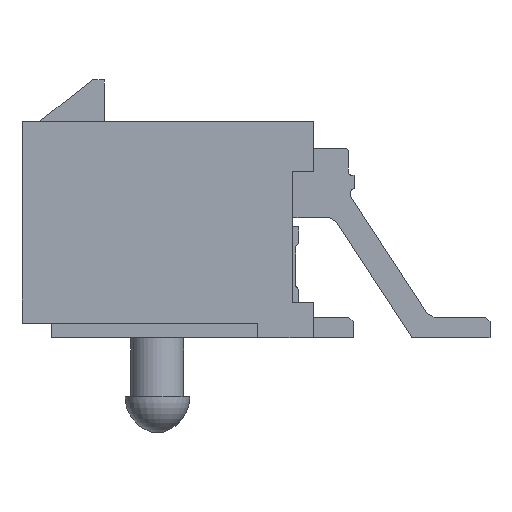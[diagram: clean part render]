
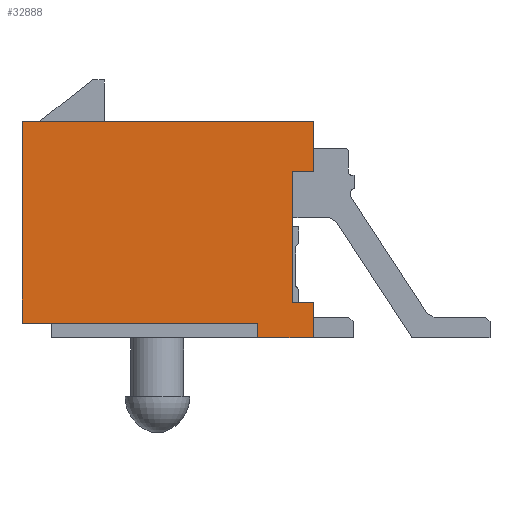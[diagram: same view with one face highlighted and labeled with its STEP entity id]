
A CAD part, left-side view. The second image highlights one B-rep face of the part: STEP entity #32888.
In plain terms, the highlighted planar face has unit normal (-1, 0, 0).
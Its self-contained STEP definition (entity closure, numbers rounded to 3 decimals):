
#2658=ORIENTED_EDGE('',*,*,#9040,.F.);
#2659=ORIENTED_EDGE('',*,*,#8869,.T.);
#2660=ORIENTED_EDGE('',*,*,#9106,.T.);
#2661=ORIENTED_EDGE('',*,*,#9107,.T.);
#2662=ORIENTED_EDGE('',*,*,#9108,.T.);
#2663=ORIENTED_EDGE('',*,*,#9109,.T.);
#2664=ORIENTED_EDGE('',*,*,#9110,.T.);
#2665=ORIENTED_EDGE('',*,*,#8928,.F.);
#2666=ORIENTED_EDGE('',*,*,#8923,.T.);
#2667=ORIENTED_EDGE('',*,*,#9111,.T.);
#8869=EDGE_CURVE('',#12130,#12129,#14512,.T.);
#8923=EDGE_CURVE('',#12168,#12170,#14566,.T.);
#8928=EDGE_CURVE('',#12168,#12173,#14571,.T.);
#9040=EDGE_CURVE('',#12130,#12227,#14676,.T.);
#9106=EDGE_CURVE('',#12129,#12273,#14742,.T.);
#9107=EDGE_CURVE('',#12273,#12274,#14743,.T.);
#9108=EDGE_CURVE('',#12274,#12275,#14744,.T.);
#9109=EDGE_CURVE('',#12275,#12276,#14745,.T.);
#9110=EDGE_CURVE('',#12276,#12173,#14746,.T.);
#9111=EDGE_CURVE('',#12170,#12227,#14747,.T.);
#12129=VERTEX_POINT('',#44698);
#12130=VERTEX_POINT('',#44700);
#12168=VERTEX_POINT('',#44805);
#12170=VERTEX_POINT('',#44809);
#12173=VERTEX_POINT('',#44819);
#12227=VERTEX_POINT('',#45004);
#12273=VERTEX_POINT('',#45142);
#12274=VERTEX_POINT('',#45144);
#12275=VERTEX_POINT('',#45146);
#12276=VERTEX_POINT('',#45148);
#14512=LINE('',#44699,#17730);
#14566=LINE('',#44810,#17784);
#14571=LINE('',#44820,#17789);
#14676=LINE('',#45010,#17894);
#14742=LINE('',#45141,#17960);
#14743=LINE('',#45143,#17961);
#14744=LINE('',#45145,#17962);
#14745=LINE('',#45147,#17963);
#14746=LINE('',#45149,#17964);
#14747=LINE('',#45150,#17965);
#17730=VECTOR('',#37576,1000.);
#17784=VECTOR('',#37662,1000.);
#17789=VECTOR('',#37671,1000.);
#17894=VECTOR('',#37836,1000.);
#17960=VECTOR('',#37944,1000.);
#17961=VECTOR('',#37945,1000.);
#17962=VECTOR('',#37946,1000.);
#17963=VECTOR('',#37947,1000.);
#17964=VECTOR('',#37948,1000.);
#17965=VECTOR('',#37949,1000.);
#20034=EDGE_LOOP('',(#2658,#2659,#2660,#2661,#2662,#2663,#2664,#2665,#2666,
#2667));
#21376=FACE_BOUND('',#20034,.T.);
#22642=PLANE('',#34296);
#32888=ADVANCED_FACE('',(#21376),#22642,.T.);
#34296=AXIS2_PLACEMENT_3D('',#45140,#37942,#37943);
#37576=DIRECTION('',(0.,-1.,0.));
#37662=DIRECTION('',(0.,0.,-1.));
#37671=DIRECTION('',(0.,-1.,0.));
#37836=DIRECTION('',(0.,0.,-1.));
#37942=DIRECTION('',(-1.,0.,0.));
#37943=DIRECTION('',(0.,0.,1.));
#37944=DIRECTION('',(0.,0.,-1.));
#37945=DIRECTION('',(0.,-1.,0.));
#37946=DIRECTION('',(0.,0.,1.));
#37947=DIRECTION('',(0.,1.,0.));
#37948=DIRECTION('',(0.,0.,-1.));
#37949=DIRECTION('',(0.,-1.,0.));
#44698=CARTESIAN_POINT('',(-19.85,-1.73,-4.25));
#44699=CARTESIAN_POINT('',(-19.85,2.73,-4.25));
#44700=CARTESIAN_POINT('',(-19.85,2.73,-4.25));
#44805=CARTESIAN_POINT('',(-19.85,3.93,-3.05));
#44809=CARTESIAN_POINT('',(-19.85,3.93,-4.95));
#44810=CARTESIAN_POINT('',(-19.85,3.93,-3.05));
#44819=CARTESIAN_POINT('',(-19.85,3.43,-3.05));
#44820=CARTESIAN_POINT('',(-19.85,3.93,-3.05));
#45004=CARTESIAN_POINT('',(-19.85,2.73,-4.95));
#45010=CARTESIAN_POINT('',(-19.85,2.73,-3.95));
#45140=CARTESIAN_POINT('',(-19.85,0.,0.));
#45141=CARTESIAN_POINT('',(-19.85,-1.73,-3.95));
#45142=CARTESIAN_POINT('',(-19.85,-1.73,-4.95));
#45143=CARTESIAN_POINT('',(-19.85,3.43,-4.95));
#45144=CARTESIAN_POINT('',(-19.85,-3.43,-4.95));
#45145=CARTESIAN_POINT('',(-19.85,-3.43,-4.95));
#45146=CARTESIAN_POINT('',(-19.85,-3.43,4.95));
#45147=CARTESIAN_POINT('',(-19.85,-3.43,4.95));
#45148=CARTESIAN_POINT('',(-19.85,3.43,4.95));
#45149=CARTESIAN_POINT('',(-19.85,3.43,4.95));
#45150=CARTESIAN_POINT('',(-19.85,3.43,-4.95));
